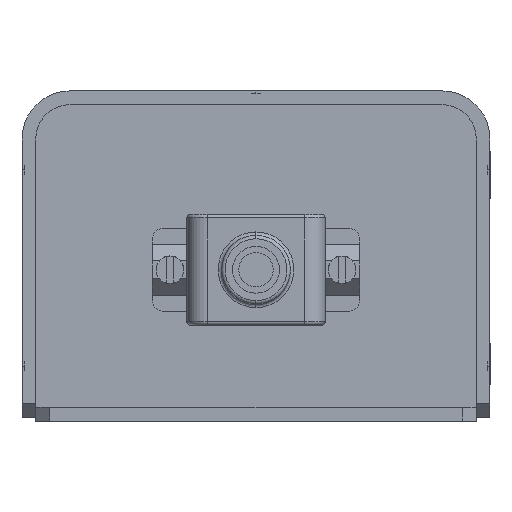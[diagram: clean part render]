
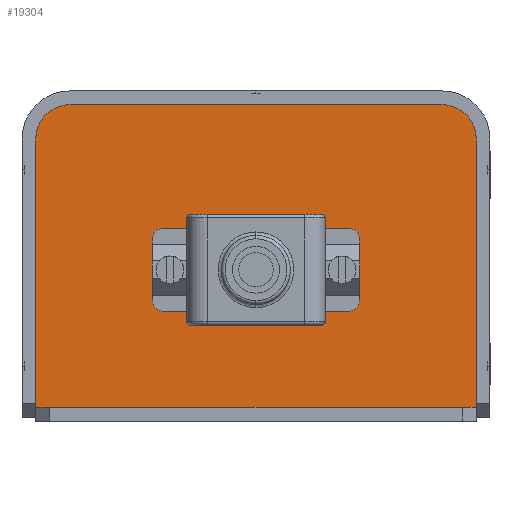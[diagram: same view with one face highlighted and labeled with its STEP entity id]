
A CAD part, left-side view. The second image highlights one B-rep face of the part: STEP entity #19304.
In plain terms, the highlighted free-form (B-spline) face has degree [1, 1] with [2, 2] control points.
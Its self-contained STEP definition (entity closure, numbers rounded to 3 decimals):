
#18366=CARTESIAN_POINT('',(65.2,154.0,3.4));
#18367=VERTEX_POINT('',#18366);
#18376=CARTESIAN_POINT('',(65.2,154.0,6.6));
#18377=VERTEX_POINT('',#18376);
#18378=CARTESIAN_POINT('',(65.2,154.0,5.));
#18379=DIRECTION('',(1.0,0.0,0.0));
#18380=DIRECTION('',(0.0,0.0,-1.0));
#18381=AXIS2_PLACEMENT_3D('',#18378,#18379,#18380);
#18382=CIRCLE('',#18381,1.6);
#18383=EDGE_CURVE('',#18377,#18367,#18382,.T.);
#18408=CARTESIAN_POINT('',(65.2,179.,3.4));
#18409=VERTEX_POINT('',#18408);
#18418=CARTESIAN_POINT('',(65.2,179.,6.6));
#18419=VERTEX_POINT('',#18418);
#18420=CARTESIAN_POINT('',(65.2,179.,5.));
#18421=DIRECTION('',(1.0,0.0,0.0));
#18422=DIRECTION('',(0.0,0.0,-1.0));
#18423=AXIS2_PLACEMENT_3D('',#18420,#18421,#18422);
#18424=CIRCLE('',#18423,1.6);
#18425=EDGE_CURVE('',#18419,#18409,#18424,.T.);
#18884=CARTESIAN_POINT('',(65.2,134.5,24.0));
#18885=VERTEX_POINT('',#18884);
#18894=CARTESIAN_POINT('',(65.2,134.5,-15.));
#18895=VERTEX_POINT('',#18894);
#18896=CARTESIAN_POINT('',(65.2,134.5,-15.));
#18897=DIRECTION('',(0.0,0.0,1.0));
#18898=VECTOR('',#18897,39.0);
#18899=LINE('',#18896,#18898);
#18900=EDGE_CURVE('',#18895,#18885,#18899,.T.);
#19129=CARTESIAN_POINT('',(65.2,198.5,24.0));
#19130=VERTEX_POINT('',#19129);
#19138=CARTESIAN_POINT('',(65.2,198.5,-15.));
#19139=VERTEX_POINT('',#19138);
#19146=CARTESIAN_POINT('',(65.2,198.5,-15.));
#19147=DIRECTION('',(0.0,0.0,1.0));
#19148=VECTOR('',#19147,39.0);
#19149=LINE('',#19146,#19148);
#19150=EDGE_CURVE('',#19139,#19130,#19149,.T.);
#19175=CARTESIAN_POINT('',(65.2,198.5,29.0));
#19176=CARTESIAN_POINT('',(65.2,198.5,-15.0));
#19177=CARTESIAN_POINT('',(65.2,134.5,29.0));
#19178=CARTESIAN_POINT('',(65.2,134.5,-15.0));
#19179=B_SPLINE_SURFACE_WITH_KNOTS('',1,1,((#19175,#19177),(#19176,#19178)),.UNSPECIFIED.,.F.,.F.,.U.,(2,2),(2,2),(0.0,44.0),(0.0,64.0),.UNSPECIFIED.);
#19180=CARTESIAN_POINT('',(65.2,139.5,29.0));
#19181=VERTEX_POINT('',#19180);
#19182=CARTESIAN_POINT('',(65.2,139.5,24.));
#19183=DIRECTION('',(1.,0.0,0.0));
#19184=DIRECTION('',(0.0,-0.707,0.707));
#19185=AXIS2_PLACEMENT_3D('',#19182,#19183,#19184);
#19186=CIRCLE('',#19185,5.);
#19187=EDGE_CURVE('',#19181,#18885,#19186,.T.);
#19188=ORIENTED_EDGE('',*,*,#19187,.F.);
#19189=CARTESIAN_POINT('',(65.2,193.5,29.0));
#19190=VERTEX_POINT('',#19189);
#19191=CARTESIAN_POINT('',(65.2,193.5,29.0));
#19192=DIRECTION('',(0.0,-1.0,0.0));
#19193=VECTOR('',#19192,54.0);
#19194=LINE('',#19191,#19193);
#19195=EDGE_CURVE('',#19190,#19181,#19194,.T.);
#19196=ORIENTED_EDGE('',*,*,#19195,.F.);
#19197=CARTESIAN_POINT('',(65.2,193.5,24.));
#19198=DIRECTION('',(1.,0.0,0.0));
#19199=DIRECTION('',(0.0,0.707,0.707));
#19200=AXIS2_PLACEMENT_3D('',#19197,#19198,#19199);
#19201=CIRCLE('',#19200,5.);
#19202=EDGE_CURVE('',#19130,#19190,#19201,.T.);
#19203=ORIENTED_EDGE('',*,*,#19202,.F.);
#19204=ORIENTED_EDGE('',*,*,#19150,.F.);
#19205=CARTESIAN_POINT('',(65.2,198.5,-15.));
#19206=DIRECTION('',(0.0,-1.0,0.0));
#19207=VECTOR('',#19206,64.0);
#19208=LINE('',#19205,#19207);
#19209=EDGE_CURVE('',#18895,#19139,#19208,.F.);
#19210=ORIENTED_EDGE('',*,*,#19209,.F.);
#19211=ORIENTED_EDGE('',*,*,#18900,.T.);
#19212=EDGE_LOOP('',(#19188,#19196,#19203,#19204,#19210,#19211));
#19213=FACE_OUTER_BOUND('',#19212,.T.);
#19214=CARTESIAN_POINT('',(65.2,157.25,2.75));
#19215=VERTEX_POINT('',#19214);
#19216=CARTESIAN_POINT('',(65.2,160.25,-0.25));
#19217=VERTEX_POINT('',#19216);
#19218=CARTESIAN_POINT('',(65.2,160.25,2.75));
#19219=DIRECTION('',(1.,0.0,0.0));
#19220=DIRECTION('',(0.0,-0.707,-0.707));
#19221=AXIS2_PLACEMENT_3D('',#19218,#19219,#19220);
#19222=CIRCLE('',#19221,3.);
#19223=EDGE_CURVE('',#19215,#19217,#19222,.T.);
#19224=ORIENTED_EDGE('',*,*,#19223,.T.);
#19225=CARTESIAN_POINT('',(65.2,172.75,-0.25));
#19226=VERTEX_POINT('',#19225);
#19227=CARTESIAN_POINT('',(65.2,160.25,-0.25));
#19228=DIRECTION('',(0.0,1.0,0.0));
#19229=VECTOR('',#19228,12.5);
#19230=LINE('',#19227,#19229);
#19231=EDGE_CURVE('',#19217,#19226,#19230,.T.);
#19232=ORIENTED_EDGE('',*,*,#19231,.T.);
#19233=CARTESIAN_POINT('',(65.2,175.75,2.75));
#19234=VERTEX_POINT('',#19233);
#19235=CARTESIAN_POINT('',(65.2,172.75,2.75));
#19236=DIRECTION('',(1.,0.0,0.0));
#19237=DIRECTION('',(0.0,0.707,-0.707));
#19238=AXIS2_PLACEMENT_3D('',#19235,#19236,#19237);
#19239=CIRCLE('',#19238,3.);
#19240=EDGE_CURVE('',#19226,#19234,#19239,.T.);
#19241=ORIENTED_EDGE('',*,*,#19240,.T.);
#19242=CARTESIAN_POINT('',(65.2,175.75,7.25));
#19243=VERTEX_POINT('',#19242);
#19244=CARTESIAN_POINT('',(65.2,175.75,2.75));
#19245=DIRECTION('',(0.0,0.0,1.0));
#19246=VECTOR('',#19245,4.5);
#19247=LINE('',#19244,#19246);
#19248=EDGE_CURVE('',#19234,#19243,#19247,.T.);
#19249=ORIENTED_EDGE('',*,*,#19248,.T.);
#19250=CARTESIAN_POINT('',(65.2,172.75,10.25));
#19251=VERTEX_POINT('',#19250);
#19252=CARTESIAN_POINT('',(65.2,172.75,7.25));
#19253=DIRECTION('',(1.,0.0,0.0));
#19254=DIRECTION('',(0.0,0.707,0.707));
#19255=AXIS2_PLACEMENT_3D('',#19252,#19253,#19254);
#19256=CIRCLE('',#19255,3.);
#19257=EDGE_CURVE('',#19243,#19251,#19256,.T.);
#19258=ORIENTED_EDGE('',*,*,#19257,.T.);
#19259=CARTESIAN_POINT('',(65.2,160.25,10.25));
#19260=VERTEX_POINT('',#19259);
#19261=CARTESIAN_POINT('',(65.2,172.75,10.25));
#19262=DIRECTION('',(0.0,-1.0,0.0));
#19263=VECTOR('',#19262,12.5);
#19264=LINE('',#19261,#19263);
#19265=EDGE_CURVE('',#19251,#19260,#19264,.T.);
#19266=ORIENTED_EDGE('',*,*,#19265,.T.);
#19267=CARTESIAN_POINT('',(65.2,157.25,7.25));
#19268=VERTEX_POINT('',#19267);
#19269=CARTESIAN_POINT('',(65.2,160.25,7.25));
#19270=DIRECTION('',(1.,0.0,0.0));
#19271=DIRECTION('',(0.0,-0.707,0.707));
#19272=AXIS2_PLACEMENT_3D('',#19269,#19270,#19271);
#19273=CIRCLE('',#19272,3.);
#19274=EDGE_CURVE('',#19260,#19268,#19273,.T.);
#19275=ORIENTED_EDGE('',*,*,#19274,.T.);
#19276=CARTESIAN_POINT('',(65.2,157.25,7.25));
#19277=DIRECTION('',(0.0,0.0,-1.0));
#19278=VECTOR('',#19277,4.5);
#19279=LINE('',#19276,#19278);
#19280=EDGE_CURVE('',#19268,#19215,#19279,.T.);
#19281=ORIENTED_EDGE('',*,*,#19280,.T.);
#19282=EDGE_LOOP('',(#19224,#19232,#19241,#19249,#19258,#19266,#19275,#19281));
#19283=FACE_BOUND('',#19282,.T.);
#19284=ORIENTED_EDGE('',*,*,#18425,.T.);
#19285=CARTESIAN_POINT('',(65.2,179.,5.));
#19286=DIRECTION('',(1.0,0.0,0.0));
#19287=DIRECTION('',(0.0,0.0,-1.0));
#19288=AXIS2_PLACEMENT_3D('',#19285,#19286,#19287);
#19289=CIRCLE('',#19288,1.6);
#19290=EDGE_CURVE('',#18409,#18419,#19289,.T.);
#19291=ORIENTED_EDGE('',*,*,#19290,.T.);
#19292=EDGE_LOOP('',(#19284,#19291));
#19293=FACE_BOUND('',#19292,.T.);
#19294=ORIENTED_EDGE('',*,*,#18383,.T.);
#19295=CARTESIAN_POINT('',(65.2,154.0,5.));
#19296=DIRECTION('',(1.0,0.0,0.0));
#19297=DIRECTION('',(0.0,0.0,-1.0));
#19298=AXIS2_PLACEMENT_3D('',#19295,#19296,#19297);
#19299=CIRCLE('',#19298,1.6);
#19300=EDGE_CURVE('',#18367,#18377,#19299,.T.);
#19301=ORIENTED_EDGE('',*,*,#19300,.T.);
#19302=EDGE_LOOP('',(#19294,#19301));
#19303=FACE_BOUND('',#19302,.T.);
#19304=ADVANCED_FACE('',(#19213,#19283,#19293,#19303),#19179,.T.);
